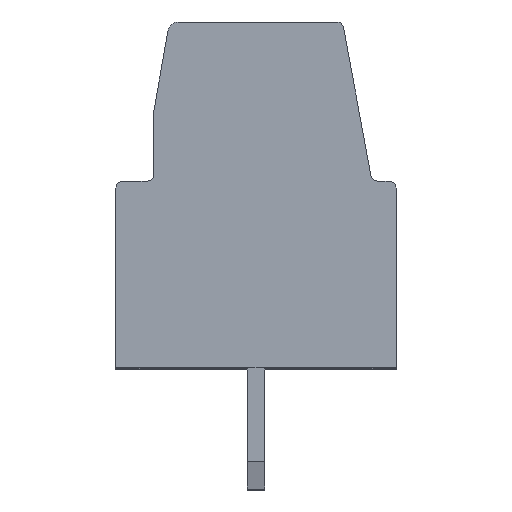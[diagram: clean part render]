
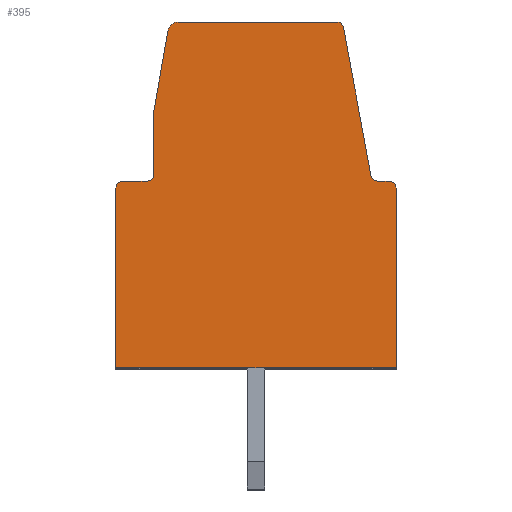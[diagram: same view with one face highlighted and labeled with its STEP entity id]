
A CAD part, top view. The second image highlights one B-rep face of the part: STEP entity #395.
In plain terms, the highlighted planar face has unit normal (0, 0, 1).
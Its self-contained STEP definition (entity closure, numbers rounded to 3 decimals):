
#395=ADVANCED_FACE('',(#937),#938,.F.);
#937=FACE_OUTER_BOUND('',#1635,.T.);
#938=PLANE('',#1636);
#1635=EDGE_LOOP('',(#2806,#2807,#2808,#2809,#2810,#2811,#2812,#2813,#2814,#2815,#2816,#2817,#2818,#2819,#2820));
#1636=AXIS2_PLACEMENT_3D('',#2821,#2822,#2823);
#2806=ORIENTED_EDGE('',*,*,#4548,.T.);
#2807=ORIENTED_EDGE('',*,*,#4461,.T.);
#2808=ORIENTED_EDGE('',*,*,#4549,.F.);
#2809=ORIENTED_EDGE('',*,*,#4502,.T.);
#2810=ORIENTED_EDGE('',*,*,#4550,.T.);
#2811=ORIENTED_EDGE('',*,*,#4551,.T.);
#2812=ORIENTED_EDGE('',*,*,#4417,.T.);
#2813=ORIENTED_EDGE('',*,*,#4457,.T.);
#2814=ORIENTED_EDGE('',*,*,#4552,.F.);
#2815=ORIENTED_EDGE('',*,*,#4537,.T.);
#2816=ORIENTED_EDGE('',*,*,#4553,.F.);
#2817=ORIENTED_EDGE('',*,*,#4506,.T.);
#2818=ORIENTED_EDGE('',*,*,#4478,.T.);
#2819=ORIENTED_EDGE('',*,*,#4554,.T.);
#2820=ORIENTED_EDGE('',*,*,#4541,.F.);
#2821=CARTESIAN_POINT('',(0.81,-4.4,12.5));
#2822=DIRECTION('',(0.0,0.0,-1.0));
#2823=DIRECTION('',(0.0,-1.0,0.0));
#4417=EDGE_CURVE('',#5350,#5348,#5351,.T.);
#4457=EDGE_CURVE('',#5348,#5416,#5418,.T.);
#4461=EDGE_CURVE('',#5424,#5422,#5425,.T.);
#4478=EDGE_CURVE('',#5445,#5449,#5451,.T.);
#4502=EDGE_CURVE('',#5487,#5485,#5488,.T.);
#4506=EDGE_CURVE('',#5493,#5445,#5494,.T.);
#4537=EDGE_CURVE('',#5537,#5535,#5538,.T.);
#4541=EDGE_CURVE('',#5541,#5543,#5544,.T.);
#4548=EDGE_CURVE('',#5541,#5424,#5553,.T.);
#4549=EDGE_CURVE('',#5487,#5422,#5554,.T.);
#4550=EDGE_CURVE('',#5485,#5555,#5556,.T.);
#4551=EDGE_CURVE('',#5555,#5350,#5557,.T.);
#4552=EDGE_CURVE('',#5537,#5416,#5558,.T.);
#4553=EDGE_CURVE('',#5493,#5535,#5559,.T.);
#4554=EDGE_CURVE('',#5449,#5543,#5560,.T.);
#5348=VERTEX_POINT('',#6711);
#5350=VERTEX_POINT('',#6714);
#5351=LINE('',#6715,#6716);
#5416=VERTEX_POINT('',#6808);
#5418=LINE('',#6811,#6812);
#5422=VERTEX_POINT('',#6817);
#5424=VERTEX_POINT('',#6820);
#5425=LINE('',#6821,#6822);
#5445=VERTEX_POINT('',#6851);
#5449=VERTEX_POINT('',#6856);
#5451=CIRCLE('',#6859,0.2);
#5485=VERTEX_POINT('',#6909);
#5487=VERTEX_POINT('',#6912);
#5488=LINE('',#6913,#6914);
#5493=VERTEX_POINT('',#6921);
#5494=LINE('',#6922,#6923);
#5535=VERTEX_POINT('',#6984);
#5537=VERTEX_POINT('',#6987);
#5538=LINE('',#6988,#6989);
#5541=VERTEX_POINT('',#6993);
#5543=VERTEX_POINT('',#6996);
#5544=CIRCLE('',#6997,0.3);
#5553=LINE('',#7010,#7011);
#5554=CIRCLE('',#7012,0.2);
#5555=VERTEX_POINT('',#7013);
#5556=CIRCLE('',#7014,0.2);
#5557=LINE('',#7015,#7016);
#5558=CIRCLE('',#7017,0.2);
#5559=CIRCLE('',#7018,0.2);
#5560=LINE('',#7019,#7020);
#6711=CARTESIAN_POINT('',(0.,0.,12.5));
#6714=CARTESIAN_POINT('',(-8.1,0.,12.5));
#6715=CARTESIAN_POINT('',(-16.414,0.,12.5));
#6716=VECTOR('',#8290,1000.0);
#6808=CARTESIAN_POINT('',(0.,5.2,12.5));
#6811=CARTESIAN_POINT('',(0.,-18.438,12.5));
#6812=VECTOR('',#8331,1000.0);
#6817=CARTESIAN_POINT('',(-7.0,5.6,12.5));
#6820=CARTESIAN_POINT('',(-7.0,7.448,12.5));
#6821=CARTESIAN_POINT('',(-7.0,-18.438,12.5));
#6822=VECTOR('',#8334,1000.0);
#6851=CARTESIAN_POINT('',(-1.52,9.836,12.5));
#6856=CARTESIAN_POINT('',(-1.716,10.0,12.5));
#6859=AXIS2_PLACEMENT_3D('',#8349,#8350,#8351);
#6909=CARTESIAN_POINT('',(-7.9,5.4,12.5));
#6912=CARTESIAN_POINT('',(-7.2,5.4,12.5));
#6913=CARTESIAN_POINT('',(-16.414,5.4,12.5));
#6914=VECTOR('',#8369,1000.0);
#6921=CARTESIAN_POINT('',(-0.728,5.564,12.5));
#6922=CARTESIAN_POINT('',(3.721,-18.438,12.5));
#6923=VECTOR('',#8372,1000.0);
#6984=CARTESIAN_POINT('',(-0.531,5.4,12.5));
#6987=CARTESIAN_POINT('',(-0.2,5.4,12.5));
#6988=CARTESIAN_POINT('',(-16.414,5.4,12.5));
#6989=VECTOR('',#8409,1000.0);
#6993=CARTESIAN_POINT('',(-6.594,9.752,12.5));
#6996=CARTESIAN_POINT('',(-6.298,10.0,12.5));
#6997=AXIS2_PLACEMENT_3D('',#8412,#8413,#8414);
#7010=CARTESIAN_POINT('',(-11.564,-18.438,12.5));
#7011=VECTOR('',#8419,1000.0);
#7012=AXIS2_PLACEMENT_3D('',#8420,#8421,#8422);
#7013=CARTESIAN_POINT('',(-8.1,5.2,12.5));
#7014=AXIS2_PLACEMENT_3D('',#8423,#8424,#8425);
#7015=CARTESIAN_POINT('',(-8.1,-18.438,12.5));
#7016=VECTOR('',#8426,1000.0);
#7017=AXIS2_PLACEMENT_3D('',#8427,#8428,#8429);
#7018=AXIS2_PLACEMENT_3D('',#8430,#8431,#8432);
#7019=CARTESIAN_POINT('',(-16.414,10.0,12.5));
#7020=VECTOR('',#8433,1000.0);
#8290=DIRECTION('',(1.0,0.0,0.0));
#8331=DIRECTION('',(0.0,1.0,0.0));
#8334=DIRECTION('',(0.0,-1.0,0.0));
#8349=CARTESIAN_POINT('',(-1.716,9.8,12.5));
#8350=DIRECTION('',(0.0,0.0,1.0));
#8351=DIRECTION('',(1.0,0.0,0.0));
#8369=DIRECTION('',(-1.0,0.0,0.0));
#8372=DIRECTION('',(-0.182,0.983,0.0));
#8409=DIRECTION('',(-1.0,0.0,0.0));
#8412=CARTESIAN_POINT('',(-6.298,9.7,12.5));
#8413=DIRECTION('',(0.0,0.0,-1.0));
#8414=DIRECTION('',(-1.0,0.0,0.0));
#8419=DIRECTION('',(-0.174,-0.985,0.0));
#8420=CARTESIAN_POINT('',(-7.2,5.6,12.5));
#8421=DIRECTION('',(0.0,0.0,1.0));
#8422=DIRECTION('',(1.0,0.0,0.0));
#8423=CARTESIAN_POINT('',(-7.9,5.2,12.5));
#8424=DIRECTION('',(0.0,0.0,1.0));
#8425=DIRECTION('',(1.0,0.0,0.0));
#8426=DIRECTION('',(0.0,-1.0,0.0));
#8427=CARTESIAN_POINT('',(-0.2,5.2,12.5));
#8428=DIRECTION('',(0.0,0.0,-1.0));
#8429=DIRECTION('',(-1.0,0.0,0.0));
#8430=CARTESIAN_POINT('',(-0.531,5.6,12.5));
#8431=DIRECTION('',(0.0,0.0,1.0));
#8432=DIRECTION('',(1.0,0.0,0.0));
#8433=DIRECTION('',(-1.0,0.0,0.0));
